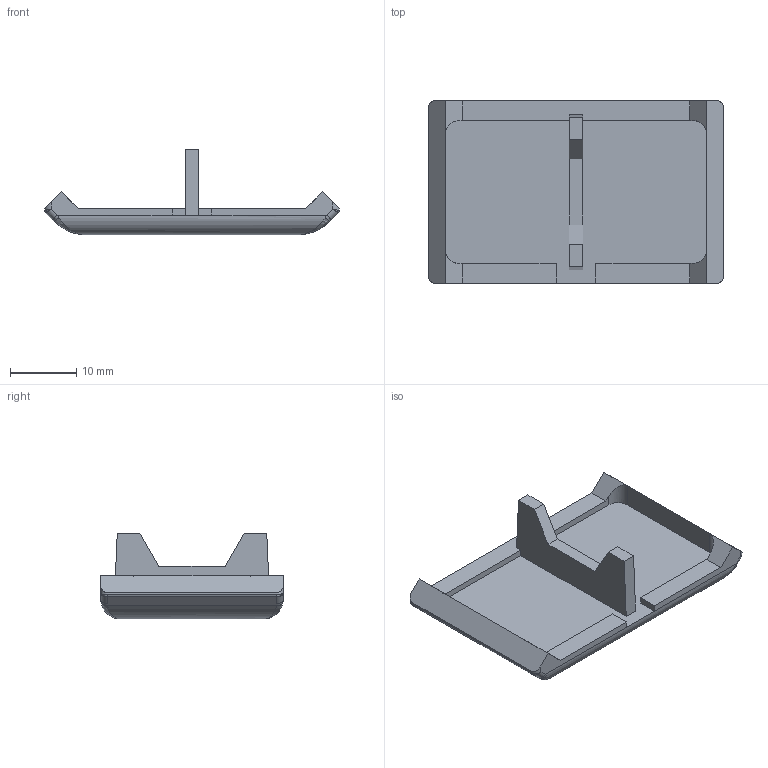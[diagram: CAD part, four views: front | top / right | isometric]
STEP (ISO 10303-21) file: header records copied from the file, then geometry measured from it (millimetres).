
FILE_DESCRIPTION (( 'STEP AP203' ), '1' );
FILE_NAME ('482523534_c_1.STEP', '2023-03-07T04:45:31', ( '' ), ( '' ), 'SwSTEP 2.0', 'SolidWorks 2014', '' );
FILE_SCHEMA (( 'CONFIG_CONTROL_DESIGN' ));
Length unit declared in the file: millimetre
Products named in the file (1): 482523534_c_1
Bounding box: 44.6 x 27.6 x 13 mm (x, y, z)
Volume: 4067.6 mm3; surface area: 3472.2 mm2
Topology: 1 solids, 1 shells, 65 faces, 167 edges, 96 vertices
Faces by surface type: plane 35, cylinder 18, bspline 12
Entity records: 2556 total; most frequent: CARTESIAN_POINT 1072, ORIENTED_EDGE 318, DIRECTION 251, EDGE_CURVE 159, LINE 111, VECTOR 111, VERTEX_POINT 96, AXIS2_PLACEMENT_3D 70
